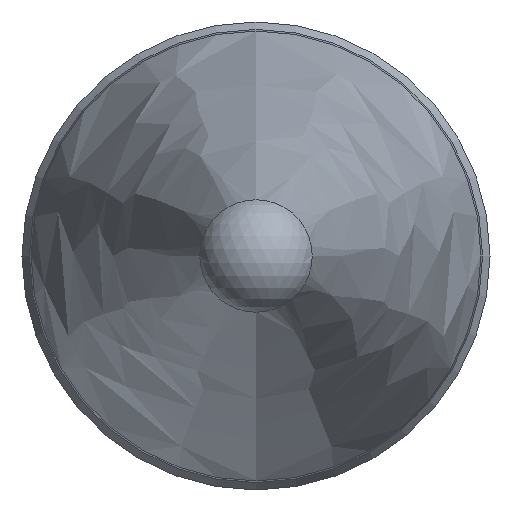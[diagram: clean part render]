
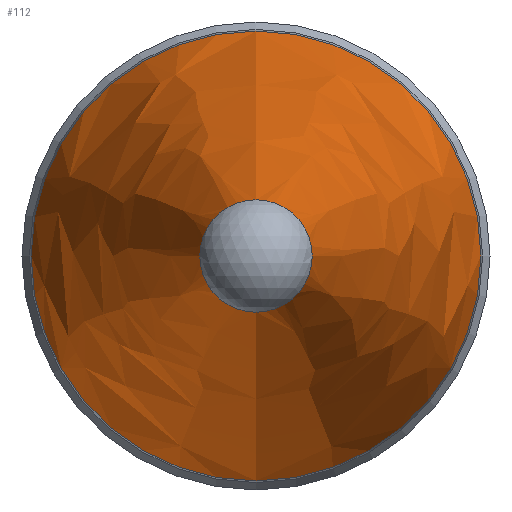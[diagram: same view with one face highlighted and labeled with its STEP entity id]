
A CAD part, front view. The second image highlights one B-rep face of the part: STEP entity #112.
In plain terms, the highlighted free-form (B-spline) face has degree [2, 2] with [3, 9] control points.
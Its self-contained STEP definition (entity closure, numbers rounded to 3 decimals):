
#17=(
BOUNDED_SURFACE()
B_SPLINE_SURFACE(2,2,((#211,#212,#213,#214,#215,#216,#217,#218,#219),(#220,
#221,#222,#223,#224,#225,#226,#227,#228),(#229,#230,#231,#232,#233,#234,
#235,#236,#237)),.UNSPECIFIED.,.F.,.T.,.F.)
B_SPLINE_SURFACE_WITH_KNOTS((3,3),(3,2,2,2,3),(0.249,0.281),
(-3.142,-1.571,0.,1.571,3.142),
 .UNSPECIFIED.)
GEOMETRIC_REPRESENTATION_ITEM()
RATIONAL_B_SPLINE_SURFACE(((1.,0.707,1.,0.707,1.,
0.707,1.,0.707,1.),(1.,0.707,
1.,0.707,1.,0.707,
1.,0.707,1.),(1.,0.707,
1.,0.707,1.,0.707,1.,0.707,1.)))
REPRESENTATION_ITEM('')
SURFACE()
);
#26=FACE_OUTER_BOUND('',#34,.T.);
#34=EDGE_LOOP('',(#99,#100,#101,#102));
#51=CIRCLE('',#140,3.845);
#53=CIRCLE('',#142,0.961);
#54=CIRCLE('',#143,349.999);
#61=VERTEX_POINT('',#208);
#62=VERTEX_POINT('',#238);
#73=EDGE_CURVE('',#61,#61,#51,.T.);
#75=EDGE_CURVE('',#62,#62,#53,.T.);
#76=EDGE_CURVE('',#62,#61,#54,.T.);
#99=ORIENTED_EDGE('',*,*,#75,.F.);
#100=ORIENTED_EDGE('',*,*,#76,.T.);
#101=ORIENTED_EDGE('',*,*,#73,.T.);
#102=ORIENTED_EDGE('',*,*,#76,.F.);
#112=ADVANCED_FACE('',(#26),#17,.F.);
#140=AXIS2_PLACEMENT_3D('',#209,#174,#175);
#142=AXIS2_PLACEMENT_3D('',#239,#178,#179);
#143=AXIS2_PLACEMENT_3D('',#240,#180,#181);
#174=DIRECTION('center_axis',(0.,-1.,0.));
#175=DIRECTION('ref_axis',(1.,0.,0.));
#178=DIRECTION('center_axis',(0.,-1.,0.));
#179=DIRECTION('ref_axis',(1.,0.,0.));
#180=DIRECTION('center_axis',(-1.,0.,0.));
#181=DIRECTION('ref_axis',(0.,0.,1.));
#208=CARTESIAN_POINT('',(0.,11.353,3.845));
#209=CARTESIAN_POINT('Origin',(0.,11.353,0.));
#211=CARTESIAN_POINT('Ctrl Pts',(0.,11.353,
3.845));
#212=CARTESIAN_POINT('Ctrl Pts',(-3.845,11.353,3.845));
#213=CARTESIAN_POINT('Ctrl Pts',(-3.845,11.353,0.));
#214=CARTESIAN_POINT('Ctrl Pts',(-3.845,11.353,-3.845));
#215=CARTESIAN_POINT('Ctrl Pts',(0.,11.353,
-3.845));
#216=CARTESIAN_POINT('Ctrl Pts',(3.845,11.353,-3.845));
#217=CARTESIAN_POINT('Ctrl Pts',(3.845,11.353,0.));
#218=CARTESIAN_POINT('Ctrl Pts',(3.845,11.353,3.845));
#219=CARTESIAN_POINT('Ctrl Pts',(0.,11.353,
3.845));
#220=CARTESIAN_POINT('Ctrl Pts',(0.,6.016,
2.486));
#221=CARTESIAN_POINT('Ctrl Pts',(-2.486,6.016,2.486));
#222=CARTESIAN_POINT('Ctrl Pts',(-2.486,6.016,0.));
#223=CARTESIAN_POINT('Ctrl Pts',(-2.486,6.016,-2.486));
#224=CARTESIAN_POINT('Ctrl Pts',(0.,6.016,
-2.486));
#225=CARTESIAN_POINT('Ctrl Pts',(2.486,6.016,-2.486));
#226=CARTESIAN_POINT('Ctrl Pts',(2.486,6.016,0.));
#227=CARTESIAN_POINT('Ctrl Pts',(2.486,6.016,2.486));
#228=CARTESIAN_POINT('Ctrl Pts',(0.,6.016,
2.486));
#229=CARTESIAN_POINT('Ctrl Pts',(0.,0.723,
0.961));
#230=CARTESIAN_POINT('Ctrl Pts',(-0.961,0.723,0.961));
#231=CARTESIAN_POINT('Ctrl Pts',(-0.961,0.723,0.));
#232=CARTESIAN_POINT('Ctrl Pts',(-0.961,0.723,-0.961));
#233=CARTESIAN_POINT('Ctrl Pts',(0.,0.723,
-0.961));
#234=CARTESIAN_POINT('Ctrl Pts',(0.961,0.723,-0.961));
#235=CARTESIAN_POINT('Ctrl Pts',(0.961,0.723,0.));
#236=CARTESIAN_POINT('Ctrl Pts',(0.961,0.723,0.961));
#237=CARTESIAN_POINT('Ctrl Pts',(0.,0.723,
0.961));
#238=CARTESIAN_POINT('',(0.,0.723,0.961));
#239=CARTESIAN_POINT('Origin',(0.,0.723,0.));
#240=CARTESIAN_POINT('Origin',(0.,97.662,-335.346));
